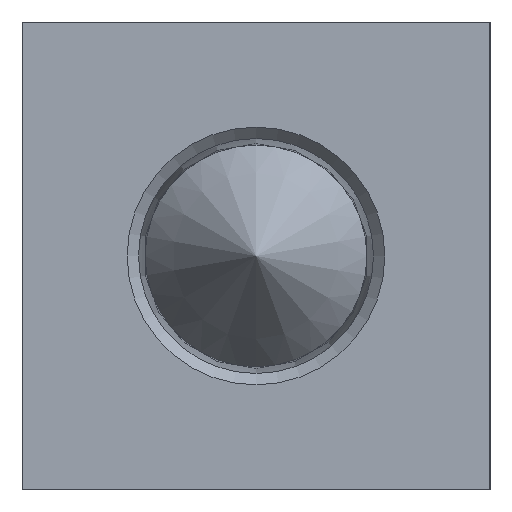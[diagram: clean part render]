
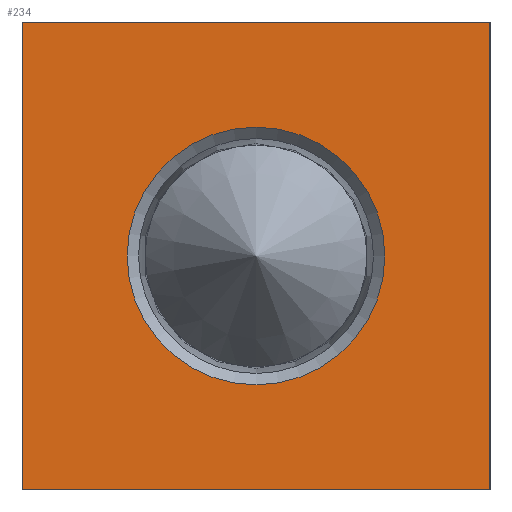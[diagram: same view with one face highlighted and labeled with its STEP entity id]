
A CAD part, left-side view. The second image highlights one B-rep face of the part: STEP entity #234.
In plain terms, the highlighted planar face has unit normal (-1, 0, 0).
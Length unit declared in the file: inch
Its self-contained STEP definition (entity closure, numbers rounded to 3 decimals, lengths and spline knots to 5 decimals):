
#234 = ADVANCED_FACE( '', ( #578, #579 ), #580, .F. );
#578 = FACE_BOUND( '', #1053, .T. );
#579 = FACE_OUTER_BOUND( '', #1054, .T. );
#580 = PLANE( '', #1055 );
#1053 = EDGE_LOOP( '', ( #1680 ) );
#1054 = EDGE_LOOP( '', ( #1681, #1682, #1683, #1684 ) );
#1055 = AXIS2_PLACEMENT_3D( '', #1685, #1686, #1687 );
#1680 = ORIENTED_EDGE( '', *, *, #2818, .T. );
#1681 = ORIENTED_EDGE( '', *, *, #2819, .F. );
#1682 = ORIENTED_EDGE( '', *, *, #2820, .F. );
#1683 = ORIENTED_EDGE( '', *, *, #2821, .F. );
#1684 = ORIENTED_EDGE( '', *, *, #2805, .F. );
#1685 = CARTESIAN_POINT( '', ( 0., 0., 0. ) );
#1686 = DIRECTION( '', ( 1., 0., 0. ) );
#1687 = DIRECTION( '', ( 0., 0., -1. ) );
#2805 = EDGE_CURVE( '', #3397, #3398, #3399, .T. );
#2818 = EDGE_CURVE( '', #3418, #3418, #3419, .T. );
#2819 = EDGE_CURVE( '', #3420, #3397, #3421, .T. );
#2820 = EDGE_CURVE( '', #3422, #3420, #3423, .T. );
#2821 = EDGE_CURVE( '', #3398, #3422, #3424, .T. );
#3397 = VERTEX_POINT( '', #4195 );
#3398 = VERTEX_POINT( '', #4196 );
#3399 = LINE( '', #4197, #4198 );
#3418 = VERTEX_POINT( '', #4224 );
#3419 = CIRCLE( '', #4225, 0.68824 );
#3420 = VERTEX_POINT( '', #4226 );
#3421 = LINE( '', #4227, #4228 );
#3422 = VERTEX_POINT( '', #4229 );
#3423 = LINE( '', #4230, #4231 );
#3424 = LINE( '', #4232, #4233 );
#4195 = CARTESIAN_POINT( '', ( 0., 2.5, 2.5 ) );
#4196 = CARTESIAN_POINT( '', ( 0., 0., 2.5 ) );
#4197 = CARTESIAN_POINT( '', ( 0., 2.5, 2.5 ) );
#4198 = VECTOR( '', #5025, 39.37008 );
#4224 = CARTESIAN_POINT( '', ( 0., 1.25, 0.56176 ) );
#4225 = AXIS2_PLACEMENT_3D( '', #5039, #5040, #5041 );
#4226 = CARTESIAN_POINT( '', ( 0., 2.5, 0. ) );
#4227 = CARTESIAN_POINT( '', ( 0., 2.5, 0. ) );
#4228 = VECTOR( '', #5042, 39.37008 );
#4229 = CARTESIAN_POINT( '', ( 0., 0., 0. ) );
#4230 = CARTESIAN_POINT( '', ( 0., 0., 0. ) );
#4231 = VECTOR( '', #5043, 39.37008 );
#4232 = CARTESIAN_POINT( '', ( 0., 0., 2.5 ) );
#4233 = VECTOR( '', #5044, 39.37008 );
#5025 = DIRECTION( '', ( 0., -1., 0. ) );
#5039 = CARTESIAN_POINT( '', ( 0., 1.25, 1.25 ) );
#5040 = DIRECTION( '', ( 1., 0., 0. ) );
#5041 = DIRECTION( '', ( 0., 0., -1. ) );
#5042 = DIRECTION( '', ( 0., 0., 1. ) );
#5043 = DIRECTION( '', ( 0., 1., 0. ) );
#5044 = DIRECTION( '', ( 0., 0., -1. ) );
